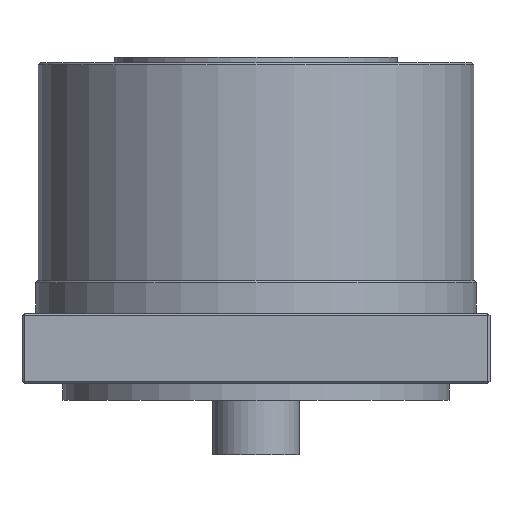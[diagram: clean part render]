
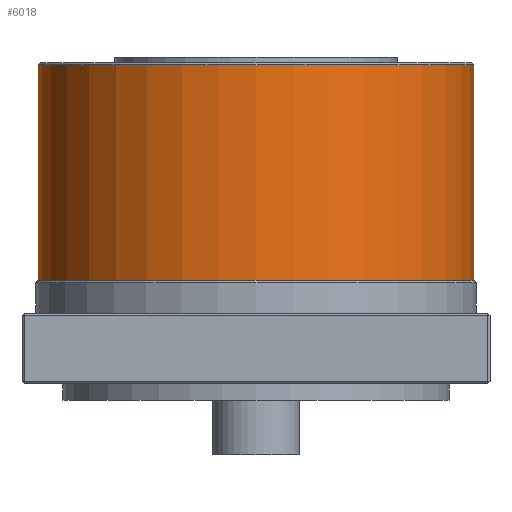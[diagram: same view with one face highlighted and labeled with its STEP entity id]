
A CAD part, front view. The second image highlights one B-rep face of the part: STEP entity #6018.
In plain terms, the highlighted cylindrical face has radius 20 mm (diameter 40 mm), a full revolution.
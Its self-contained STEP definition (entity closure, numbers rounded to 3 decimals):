
#362=FACE_OUTER_BOUND('',#703,.T.);
#703=EDGE_LOOP('',(#4610,#4611,#4612,#4613));
#861=CIRCLE('',#6421,20.);
#863=CIRCLE('',#6424,20.);
#1690=LINE('',#16090,#1997);
#1997=VECTOR('',#7373,20.);
#2629=VERTEX_POINT('',#16081);
#2631=VERTEX_POINT('',#16086);
#3453=EDGE_CURVE('',#2629,#2629,#861,.T.);
#3456=EDGE_CURVE('',#2631,#2631,#863,.T.);
#3457=EDGE_CURVE('',#2631,#2629,#1690,.T.);
#4610=ORIENTED_EDGE('',*,*,#3456,.F.);
#4611=ORIENTED_EDGE('',*,*,#3457,.T.);
#4612=ORIENTED_EDGE('',*,*,#3453,.F.);
#4613=ORIENTED_EDGE('',*,*,#3457,.F.);
#5743=CYLINDRICAL_SURFACE('',#6425,20.);
#6018=ADVANCED_FACE('',(#362),#5743,.T.);
#6421=AXIS2_PLACEMENT_3D('',#16082,#7362,#7363);
#6424=AXIS2_PLACEMENT_3D('',#16088,#7369,#7370);
#6425=AXIS2_PLACEMENT_3D('',#16089,#7371,#7372);
#7362=DIRECTION('center_axis',(0.,0.,-1.));
#7363=DIRECTION('ref_axis',(-1.,0.,0.));
#7369=DIRECTION('center_axis',(0.,0.,1.));
#7370=DIRECTION('ref_axis',(-1.,0.,0.));
#7371=DIRECTION('center_axis',(0.,0.,1.));
#7372=DIRECTION('ref_axis',(-1.,0.,0.));
#7373=DIRECTION('',(0.,0.,-1.));
#16081=CARTESIAN_POINT('',(41.5,21.5,9.5));
#16082=CARTESIAN_POINT('Origin',(21.5,21.5,9.5));
#16086=CARTESIAN_POINT('',(41.5,21.5,29.3));
#16088=CARTESIAN_POINT('Origin',(21.5,21.5,29.3));
#16089=CARTESIAN_POINT('Origin',(21.5,21.5,9.5));
#16090=CARTESIAN_POINT('',(41.5,21.5,9.5));
